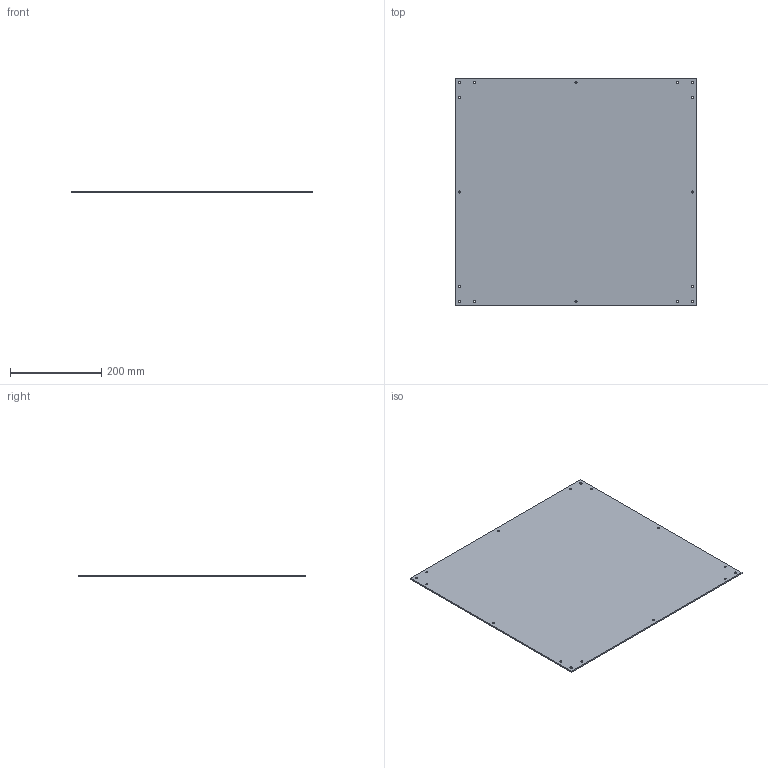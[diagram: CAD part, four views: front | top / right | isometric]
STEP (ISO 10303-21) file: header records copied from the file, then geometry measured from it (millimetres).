
FILE_DESCRIPTION(/* description */ ('STEP AP242','CAx-IF Rec.Pracs.---Representation and Presentation of Product Manufacturing Information (PMI)---4.0---2014-10-13','CAx-IF Rec.Pracs.---3D Tessellated Geometry---0.4---2014-09-14','2;1'),/* implementation_level */ '2;1');
FILE_NAME(/* name */ '62f5129abb189327c7e01c4c',/* time_stamp */ '2022-08-11T14:30:51+00:00',/* author */ (''),/* organization */ (''),/* preprocessor_version */ 'ST-DEVELOPER v18.102',/* originating_system */ ' ',/* authorisation */ ' ');
FILE_SCHEMA (('AP242_MANAGED_MODEL_BASED_3D_ENGINEERING_MIM_LF { 1 0 10303 442 1 1 4 }'));
Length unit declared in the file: metre
Products named in the file (1): bottom panel
Bounding box: 530 x 500 x 3 mm (x, y, z)
Volume: 794177.8 mm3; surface area: 536333.1 mm2
Topology: 1 solids, 1 shells, 22 faces, 60 edges, 40 vertices
Faces by surface type: cylinder 16, plane 6
Full cylindrical faces by diameter (mm): 4.4 x12, 5.4 x4
Entity records: 722 total; most frequent: DIRECTION 122, CARTESIAN_POINT 107, ORIENTED_EDGE 88, EDGE_LOOP 70, FACE_BOUND 70, AXIS2_PLACEMENT_3D 55, EDGE_CURVE 44, VERTEX_POINT 40
